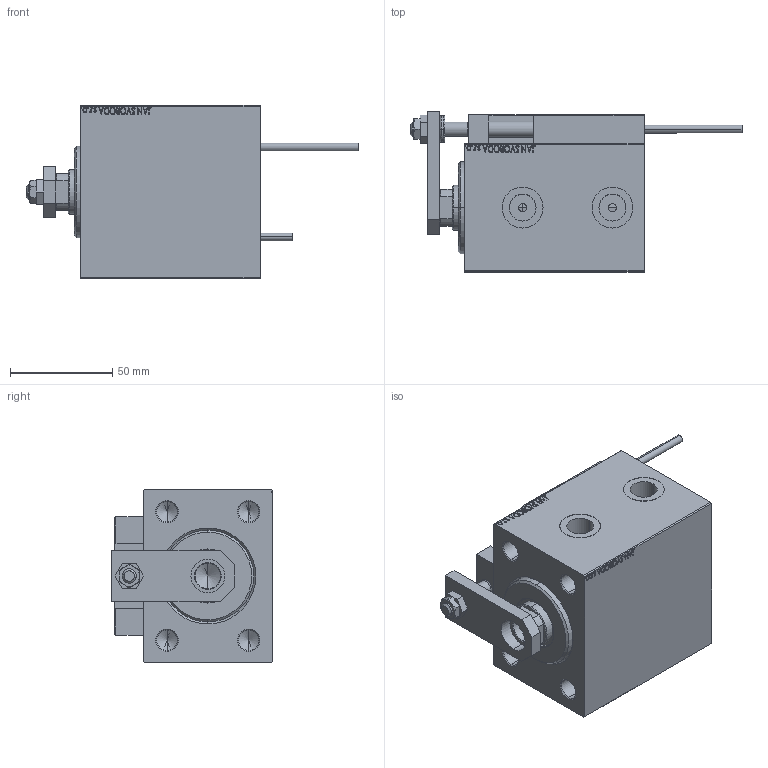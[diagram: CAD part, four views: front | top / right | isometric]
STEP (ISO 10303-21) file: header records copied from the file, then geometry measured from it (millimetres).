
FILE_DESCRIPTION (( 'STEP AP203' ), '1' );
FILE_NAME ('fe27.STEP', '2022-04-17T09:54:56', ( '' ), ( '' ), 'SwSTEP 2.0', 'SolidWorks 2019', '' );
FILE_SCHEMA (( 'CONFIG_CONTROL_DESIGN' ));
Length unit declared in the file: millimetre
Products named in the file (16): SWITCH_X_FRONT_BACK 6e7835da4563ded013d3e2f34195eedd; NUT_D10 6e7835da4563ded013d3e2f34195eedd; V450CM_VC_B 6e7835da4563ded013d3e2f34195eedd; fe27; SWITCH DIM B,W 6e7835da4563ded013d3e2f34195eedd; V450CM_B_Body 6e7835da4563ded013d3e2f34195eedd; Block 6e7835da4563ded013d3e2f34195eedd; NUT_D12 6e7835da4563ded013d3e2f34195eedd; SWITCH X 6e7835da4563ded013d3e2f34195eedd; TYC_L79 6e7835da4563ded013d3e2f34195eedd; ZARAZKA 6e7835da4563ded013d3e2f34195eedd; KONCOVKA 6e7835da4563ded013d3e2f34195eedd; MAGNET 6e7835da4563ded013d3e2f34195eedd; ALLEN BOLT D8 6e7835da4563ded013d3e2f34195eedd; V450CM_B_VCP 6e7835da4563ded013d3e2f34195eedd; ALLEN BOLT D5 6e7835da4563ded013d3e2f34195eedd
Assembly tree (25 placements, depth 3):
  fe27
    V450CM_B_Body 6e7835da4563ded013d3e2f34195eedd
    V450CM_B_VCP 6e7835da4563ded013d3e2f34195eedd
    SWITCH X 6e7835da4563ded013d3e2f34195eedd
      SWITCH_X_FRONT_BACK 6e7835da4563ded013d3e2f34195eedd  x2
      TYC_L79 6e7835da4563ded013d3e2f34195eedd
      Block 6e7835da4563ded013d3e2f34195eedd  x2
      ALLEN BOLT D5 6e7835da4563ded013d3e2f34195eedd  x4
      ALLEN BOLT D8 6e7835da4563ded013d3e2f34195eedd  x4
      MAGNET 6e7835da4563ded013d3e2f34195eedd  x2
      KONCOVKA 6e7835da4563ded013d3e2f34195eedd  x2
    NUT_D10 6e7835da4563ded013d3e2f34195eedd
    NUT_D12 6e7835da4563ded013d3e2f34195eedd
    SWITCH DIM B,W 6e7835da4563ded013d3e2f34195eedd
    ZARAZKA 6e7835da4563ded013d3e2f34195eedd
    V450CM_VC_B 6e7835da4563ded013d3e2f34195eedd
Bounding box: 162.7 x 78.5 x 85 mm (x, y, z)
Volume: 482089.9 mm3; surface area: 98370.3 mm2
Topology: 24 solids, 24 shells, 1335 faces, 3198 edges, 2026 vertices
Faces by surface type: plane 566, bspline 380, cylinder 196, cone 145, torus 44, sphere 4
Entity records: 51943 total; most frequent: CARTESIAN_POINT 26453, ORIENTED_EDGE 5384, DIRECTION 3695, EDGE_CURVE 2692, VERTEX_POINT 1750, VECTOR 1543, LINE 1543, EDGE_LOOP 1246
